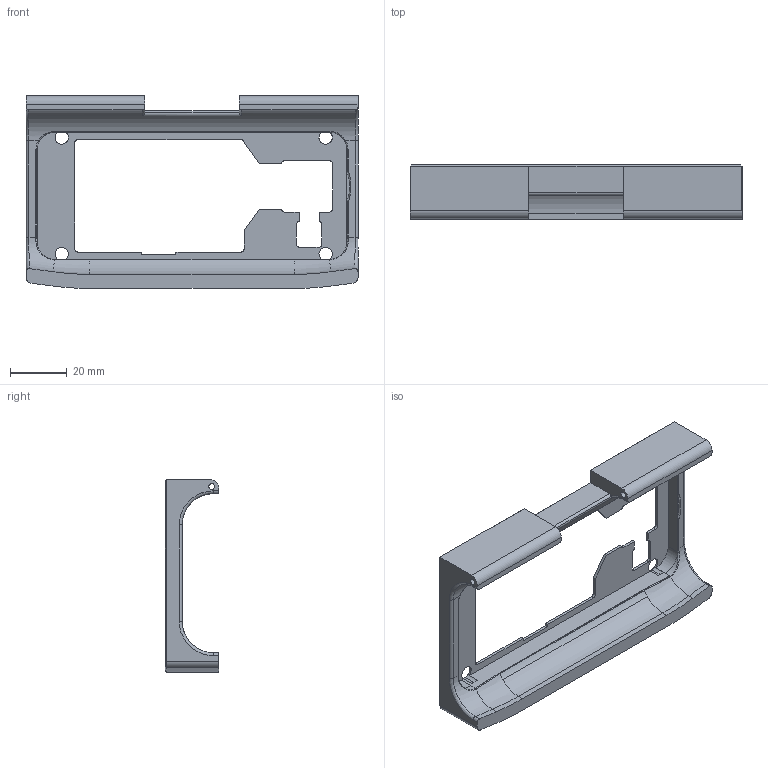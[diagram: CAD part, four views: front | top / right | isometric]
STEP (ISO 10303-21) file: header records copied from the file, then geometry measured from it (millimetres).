
FILE_DESCRIPTION (( 'STEP AP214' ), '1' );
FILE_NAME ('front.STEP', '2024-10-27T04:07:50', ( 'WYBOT' ), ( '' ), 'SwSTEP 2.0', 'SolidWorks 2018', '' );
FILE_SCHEMA (( 'AUTOMOTIVE_DESIGN' ));
Length unit declared in the file: millimetre
Products named in the file (1): front
Bounding box: 117 x 19 x 68 mm (x, y, z)
Volume: 37015 mm3; surface area: 18720.7 mm2
Topology: 4 solids, 4 shells, 185 faces, 526 edges, 342 vertices
Faces by surface type: cylinder 71, plane 64, bspline 25, cone 14, torus 11
Entity records: 7089 total; most frequent: CARTESIAN_POINT 2335, ORIENTED_EDGE 1048, DIRECTION 916, EDGE_CURVE 524, VERTEX_POINT 342, AXIS2_PLACEMENT_3D 329, LINE 258, VECTOR 258
